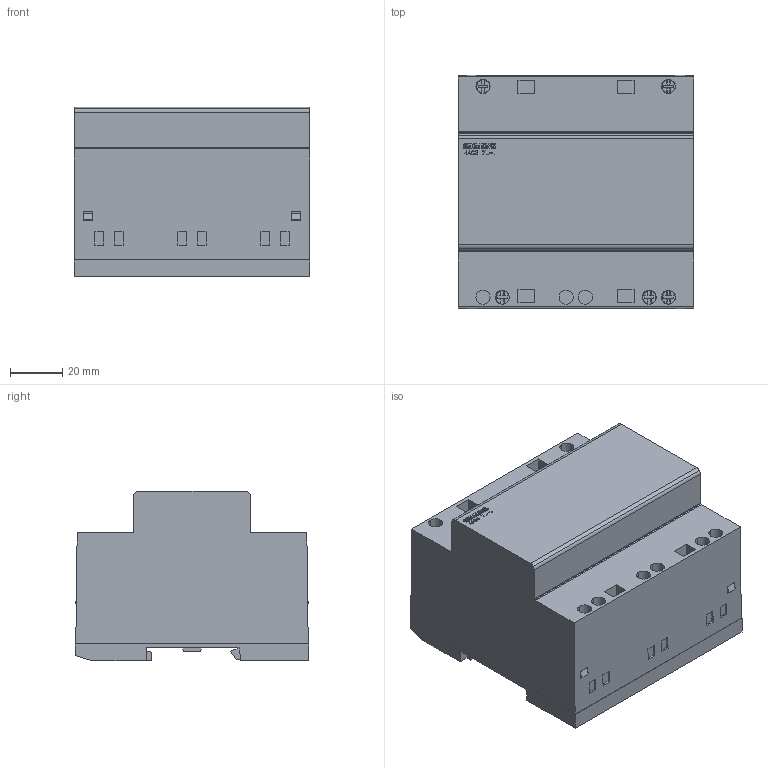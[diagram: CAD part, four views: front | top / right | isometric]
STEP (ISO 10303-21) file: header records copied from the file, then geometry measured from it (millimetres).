
FILE_DESCRIPTION(('STEP AP214'),'1');
FILE_NAME('cctmp_4C3A0614-43D7-49F1-BCBD-8D8B24357F49_2023_07_21_22_01_36_0959..stp','2023-07-21T20:01:37',('SIEMENS A&D'),('CADClick - www.CADClick.com'),'Spatial InterOp 3D postprocessed',' ','unknown authorization');
FILE_SCHEMA(('AUTOMOTIVE_DESIGN'));
Length unit declared in the file: millimetre
Products named in the file (1): 2023_07_21_22_01_36_0930
Bounding box: 90.3 x 89.5 x 65 mm (x, y, z)
Volume: 432341.2 mm3; surface area: 43464.2 mm2
Topology: 1 solids, 6 shells, 551 faces, 1471 edges, 977 vertices
Faces by surface type: plane 435, cylinder 86, torus 20, cone 10
Entity records: 29108 total; most frequent: CARTESIAN_POINT 3660, STYLED_ITEM 3000, PRESENTATION_STYLE_ASSIGNMENT 3000, ORIENTED_EDGE 2942, DIRECTION 2787, EDGE_CURVE 1471, CURVE_STYLE 1471, DRAUGHTING_PRE_DEFINED_CURVE_FONT 1471
